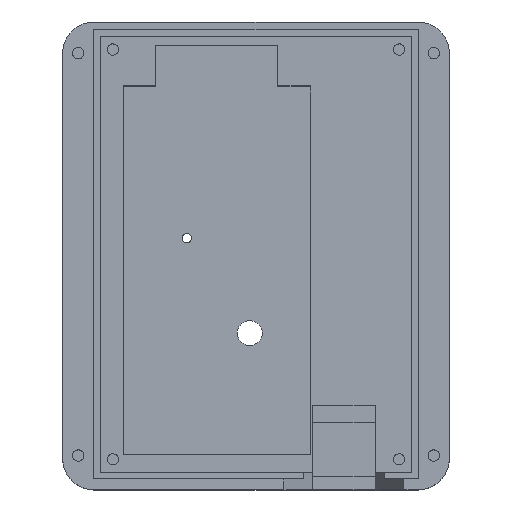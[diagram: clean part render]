
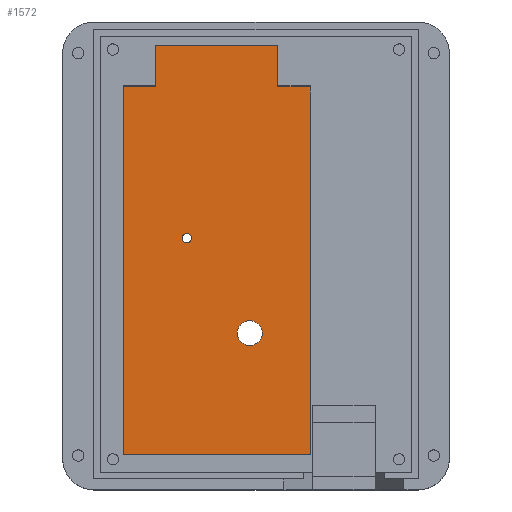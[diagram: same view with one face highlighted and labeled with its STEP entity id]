
A CAD part, top view. The second image highlights one B-rep face of the part: STEP entity #1572.
In plain terms, the highlighted planar face has unit normal (0, 0, 1).
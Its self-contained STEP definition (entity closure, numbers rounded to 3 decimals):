
#693 = VERTEX_POINT('',#694);
#694 = CARTESIAN_POINT('',(-7.65,-32.1,-12.25));
#725 = VERTEX_POINT('',#726);
#726 = CARTESIAN_POINT('',(6.448,-32.1,-12.25));
#1144 = EDGE_CURVE('',#1145,#1145,#1147,.T.);
#1145 = VERTEX_POINT('',#1146);
#1146 = CARTESIAN_POINT('',(1.,-12.6,-12.25));
#1147 = CIRCLE('',#1148,2.);
#1148 = AXIS2_PLACEMENT_3D('',#1149,#1150,#1151);
#1149 = CARTESIAN_POINT('',(-1.,-12.6,-12.25));
#1150 = DIRECTION('',(0.,0.,-1.));
#1151 = DIRECTION('',(1.,0.,0.));
#1169 = EDGE_CURVE('',#1170,#1170,#1172,.T.);
#1170 = VERTEX_POINT('',#1171);
#1171 = CARTESIAN_POINT('',(-10.35,2.6,-12.25));
#1172 = CIRCLE('',#1173,0.75);
#1173 = AXIS2_PLACEMENT_3D('',#1174,#1175,#1176);
#1174 = CARTESIAN_POINT('',(-11.1,2.6,-12.25));
#1175 = DIRECTION('',(0.,0.,-1.));
#1176 = DIRECTION('',(1.,0.,0.));
#1353 = EDGE_CURVE('',#725,#693,#1354,.T.);
#1354 = LINE('',#1355,#1356);
#1355 = CARTESIAN_POINT('',(8.7,-32.1,-12.25));
#1356 = VECTOR('',#1357,1.);
#1357 = DIRECTION('',(-1.,0.,0.));
#1378 = VERTEX_POINT('',#1379);
#1379 = CARTESIAN_POINT('',(8.7,-32.1,-12.25));
#1385 = EDGE_CURVE('',#1378,#725,#1386,.T.);
#1386 = LINE('',#1387,#1388);
#1387 = CARTESIAN_POINT('',(8.7,-32.1,-12.25));
#1388 = VECTOR('',#1389,1.);
#1389 = DIRECTION('',(-1.,0.,0.));
#1394 = EDGE_CURVE('',#693,#1395,#1397,.T.);
#1395 = VERTEX_POINT('',#1396);
#1396 = CARTESIAN_POINT('',(-21.3,-32.1,-12.25));
#1397 = LINE('',#1398,#1399);
#1398 = CARTESIAN_POINT('',(8.7,-32.1,-12.25));
#1399 = VECTOR('',#1400,1.);
#1400 = DIRECTION('',(-1.,0.,0.));
#1572 = ADVANCED_FACE('',(#1573,#1632,#1635),#1638,.T.);
#1573 = FACE_BOUND('',#1574,.T.);
#1574 = EDGE_LOOP('',(#1575,#1576,#1584,#1592,#1600,#1608,#1616,#1624,
    #1630,#1631));
#1575 = ORIENTED_EDGE('',*,*,#1385,.F.);
#1576 = ORIENTED_EDGE('',*,*,#1577,.F.);
#1577 = EDGE_CURVE('',#1578,#1378,#1580,.T.);
#1578 = VERTEX_POINT('',#1579);
#1579 = CARTESIAN_POINT('',(8.7,27.,-12.25));
#1580 = LINE('',#1581,#1582);
#1581 = CARTESIAN_POINT('',(8.7,27.,-12.25));
#1582 = VECTOR('',#1583,1.);
#1583 = DIRECTION('',(0.,-1.,0.));
#1584 = ORIENTED_EDGE('',*,*,#1585,.F.);
#1585 = EDGE_CURVE('',#1586,#1578,#1588,.T.);
#1586 = VERTEX_POINT('',#1587);
#1587 = CARTESIAN_POINT('',(3.5,27.,-12.25));
#1588 = LINE('',#1589,#1590);
#1589 = CARTESIAN_POINT('',(3.5,27.,-12.25));
#1590 = VECTOR('',#1591,1.);
#1591 = DIRECTION('',(1.,0.,0.));
#1592 = ORIENTED_EDGE('',*,*,#1593,.F.);
#1593 = EDGE_CURVE('',#1594,#1586,#1596,.T.);
#1594 = VERTEX_POINT('',#1595);
#1595 = CARTESIAN_POINT('',(3.5,33.5,-12.25));
#1596 = LINE('',#1597,#1598);
#1597 = CARTESIAN_POINT('',(3.5,33.5,-12.25));
#1598 = VECTOR('',#1599,1.);
#1599 = DIRECTION('',(0.,-1.,0.));
#1600 = ORIENTED_EDGE('',*,*,#1601,.F.);
#1601 = EDGE_CURVE('',#1602,#1594,#1604,.T.);
#1602 = VERTEX_POINT('',#1603);
#1603 = CARTESIAN_POINT('',(-16.1,33.5,-12.25));
#1604 = LINE('',#1605,#1606);
#1605 = CARTESIAN_POINT('',(-16.1,33.5,-12.25));
#1606 = VECTOR('',#1607,1.);
#1607 = DIRECTION('',(1.,0.,0.));
#1608 = ORIENTED_EDGE('',*,*,#1609,.F.);
#1609 = EDGE_CURVE('',#1610,#1602,#1612,.T.);
#1610 = VERTEX_POINT('',#1611);
#1611 = CARTESIAN_POINT('',(-16.1,27.,-12.25));
#1612 = LINE('',#1613,#1614);
#1613 = CARTESIAN_POINT('',(-16.1,27.,-12.25));
#1614 = VECTOR('',#1615,1.);
#1615 = DIRECTION('',(0.,1.,0.));
#1616 = ORIENTED_EDGE('',*,*,#1617,.F.);
#1617 = EDGE_CURVE('',#1618,#1610,#1620,.T.);
#1618 = VERTEX_POINT('',#1619);
#1619 = CARTESIAN_POINT('',(-21.3,27.,-12.25));
#1620 = LINE('',#1621,#1622);
#1621 = CARTESIAN_POINT('',(-21.3,27.,-12.25));
#1622 = VECTOR('',#1623,1.);
#1623 = DIRECTION('',(1.,0.,0.));
#1624 = ORIENTED_EDGE('',*,*,#1625,.F.);
#1625 = EDGE_CURVE('',#1395,#1618,#1626,.T.);
#1626 = LINE('',#1627,#1628);
#1627 = CARTESIAN_POINT('',(-21.3,-32.1,-12.25));
#1628 = VECTOR('',#1629,1.);
#1629 = DIRECTION('',(0.,1.,0.));
#1630 = ORIENTED_EDGE('',*,*,#1394,.F.);
#1631 = ORIENTED_EDGE('',*,*,#1353,.F.);
#1632 = FACE_BOUND('',#1633,.T.);
#1633 = EDGE_LOOP('',(#1634));
#1634 = ORIENTED_EDGE('',*,*,#1144,.T.);
#1635 = FACE_BOUND('',#1636,.T.);
#1636 = EDGE_LOOP('',(#1637));
#1637 = ORIENTED_EDGE('',*,*,#1169,.T.);
#1638 = PLANE('',#1639);
#1639 = AXIS2_PLACEMENT_3D('',#1640,#1641,#1642);
#1640 = CARTESIAN_POINT('',(-6.3,0.346,-12.25));
#1641 = DIRECTION('',(0.,0.,1.));
#1642 = DIRECTION('',(1.,0.,0.));
